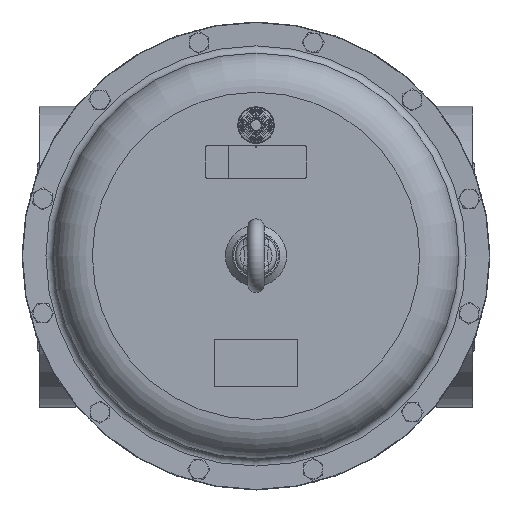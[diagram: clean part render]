
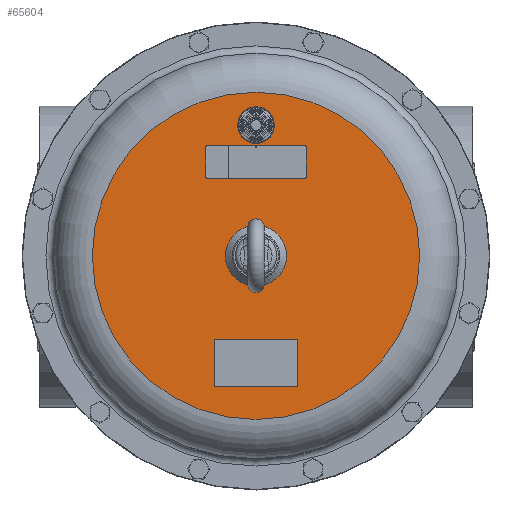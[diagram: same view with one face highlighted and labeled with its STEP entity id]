
A CAD part, top view. The second image highlights one B-rep face of the part: STEP entity #65604.
In plain terms, the highlighted planar face has unit normal (0, 0, 1).
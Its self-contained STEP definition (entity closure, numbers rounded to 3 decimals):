
#1080=FACE_BOUND('',#17164,.T.);
#1081=FACE_BOUND('',#17165,.T.);
#1082=FACE_BOUND('',#17166,.T.);
#1083=FACE_BOUND('',#17167,.T.);
#3977=LINE('',#97096,#7791);
#3981=LINE('',#97105,#7795);
#3984=LINE('',#97113,#7798);
#3987=LINE('',#97121,#7801);
#3989=LINE('',#97128,#7803);
#3992=LINE('',#97133,#7806);
#3994=LINE('',#97137,#7808);
#3996=LINE('',#97140,#7810);
#7791=VECTOR('',#77383,1000.);
#7795=VECTOR('',#77393,1000.);
#7798=VECTOR('',#77402,1000.);
#7801=VECTOR('',#77411,1000.);
#7803=VECTOR('',#77419,1000.);
#7806=VECTOR('',#77424,1000.);
#7808=VECTOR('',#77428,1000.);
#7810=VECTOR('',#77432,1000.);
#11516=PLANE('',#69840);
#13214=FACE_OUTER_BOUND('',#17163,.T.);
#17163=EDGE_LOOP('',(#43105));
#17164=EDGE_LOOP('',(#43106));
#17165=EDGE_LOOP('',(#43107,#43108,#43109,#43110,#43111,#43112,#43113,#43114));
#17166=EDGE_LOOP('',(#43115,#43116,#43117,#43118));
#17167=EDGE_LOOP('',(#43119));
#21239=CIRCLE('',#69438,137.75);
#21256=CIRCLE('',#69463,14.);
#21259=CIRCLE('',#69467,25.657);
#21397=CIRCLE('',#69796,2.);
#21398=CIRCLE('',#69799,2.);
#21399=CIRCLE('',#69802,2.);
#21400=CIRCLE('',#69805,2.);
#26044=VERTEX_POINT('',#95180);
#26075=VERTEX_POINT('',#95249);
#26078=VERTEX_POINT('',#95257);
#26340=VERTEX_POINT('',#97094);
#26341=VERTEX_POINT('',#97095);
#26342=VERTEX_POINT('',#97100);
#26343=VERTEX_POINT('',#97104);
#26344=VERTEX_POINT('',#97108);
#26345=VERTEX_POINT('',#97112);
#26346=VERTEX_POINT('',#97116);
#26347=VERTEX_POINT('',#97120);
#26348=VERTEX_POINT('',#97126);
#26349=VERTEX_POINT('',#97127);
#26350=VERTEX_POINT('',#97132);
#26351=VERTEX_POINT('',#97136);
#32232=EDGE_CURVE('',#26044,#26044,#21239,.T.);
#32265=EDGE_CURVE('',#26075,#26075,#21256,.T.);
#32269=EDGE_CURVE('',#26078,#26078,#21259,.T.);
#32677=EDGE_CURVE('',#26340,#26341,#3977,.T.);
#32680=EDGE_CURVE('',#26341,#26342,#21397,.T.);
#32682=EDGE_CURVE('',#26342,#26343,#3981,.T.);
#32684=EDGE_CURVE('',#26343,#26344,#21398,.T.);
#32686=EDGE_CURVE('',#26344,#26345,#3984,.T.);
#32688=EDGE_CURVE('',#26345,#26346,#21399,.T.);
#32690=EDGE_CURVE('',#26346,#26347,#3987,.T.);
#32692=EDGE_CURVE('',#26347,#26340,#21400,.T.);
#32693=EDGE_CURVE('',#26348,#26349,#3989,.T.);
#32696=EDGE_CURVE('',#26349,#26350,#3992,.T.);
#32698=EDGE_CURVE('',#26350,#26351,#3994,.T.);
#32700=EDGE_CURVE('',#26351,#26348,#3996,.T.);
#43105=ORIENTED_EDGE('',*,*,#32232,.F.);
#43106=ORIENTED_EDGE('',*,*,#32269,.T.);
#43107=ORIENTED_EDGE('',*,*,#32692,.F.);
#43108=ORIENTED_EDGE('',*,*,#32690,.F.);
#43109=ORIENTED_EDGE('',*,*,#32688,.F.);
#43110=ORIENTED_EDGE('',*,*,#32686,.F.);
#43111=ORIENTED_EDGE('',*,*,#32684,.F.);
#43112=ORIENTED_EDGE('',*,*,#32682,.F.);
#43113=ORIENTED_EDGE('',*,*,#32680,.F.);
#43114=ORIENTED_EDGE('',*,*,#32677,.F.);
#43115=ORIENTED_EDGE('',*,*,#32700,.F.);
#43116=ORIENTED_EDGE('',*,*,#32698,.F.);
#43117=ORIENTED_EDGE('',*,*,#32696,.F.);
#43118=ORIENTED_EDGE('',*,*,#32693,.F.);
#43119=ORIENTED_EDGE('',*,*,#32265,.T.);
#65604=ADVANCED_FACE('',(#13214,#1080,#1081,#1082,#1083),#11516,.F.);
#69438=AXIS2_PLACEMENT_3D('',#95182,#76540,#76541);
#69463=AXIS2_PLACEMENT_3D('',#95250,#76602,#76603);
#69467=AXIS2_PLACEMENT_3D('',#95258,#76611,#76612);
#69796=AXIS2_PLACEMENT_3D('',#97101,#77388,#77389);
#69799=AXIS2_PLACEMENT_3D('',#97109,#77397,#77398);
#69802=AXIS2_PLACEMENT_3D('',#97117,#77406,#77407);
#69805=AXIS2_PLACEMENT_3D('',#97124,#77415,#77416);
#69840=AXIS2_PLACEMENT_3D('',#97211,#77527,#77528);
#76540=DIRECTION('center_axis',(0.,0.,
-1.));
#76541=DIRECTION('ref_axis',(-1.,0.,0.));
#76602=DIRECTION('center_axis',(0.,0.,
-1.));
#76603=DIRECTION('ref_axis',(-1.,0.,0.));
#76611=DIRECTION('center_axis',(0.,0.,
-1.));
#76612=DIRECTION('ref_axis',(-1.,0.,0.));
#77383=DIRECTION('',(0.,1.,0.));
#77388=DIRECTION('center_axis',(0.,0.,
1.));
#77389=DIRECTION('ref_axis',(1.,0.,0.));
#77393=DIRECTION('',(-1.,0.,0.));
#77397=DIRECTION('center_axis',(0.,0.,
1.));
#77398=DIRECTION('ref_axis',(1.,0.,0.));
#77402=DIRECTION('',(0.,-1.,0.));
#77406=DIRECTION('center_axis',(0.,0.,
1.));
#77407=DIRECTION('ref_axis',(1.,0.,0.));
#77411=DIRECTION('',(1.,0.,0.));
#77415=DIRECTION('center_axis',(0.,0.,
1.));
#77416=DIRECTION('ref_axis',(1.,0.,0.));
#77419=DIRECTION('',(-1.,0.,0.));
#77424=DIRECTION('',(0.,-1.,0.));
#77428=DIRECTION('',(1.,0.,0.));
#77432=DIRECTION('',(0.,1.,0.));
#77527=DIRECTION('center_axis',(0.,0.,
-1.));
#77528=DIRECTION('ref_axis',(-1.,0.,0.));
#95180=CARTESIAN_POINT('',(137.75,0.,493.));
#95182=CARTESIAN_POINT('Origin',(0.,0.,
493.));
#95249=CARTESIAN_POINT('',(14.,110.,493.));
#95250=CARTESIAN_POINT('Origin',(0.,110.,493.));
#95257=CARTESIAN_POINT('',(25.657,0.,493.));
#95258=CARTESIAN_POINT('Origin',(0.,0.,
493.));
#97094=CARTESIAN_POINT('',(42.5,67.,493.));
#97095=CARTESIAN_POINT('',(42.5,91.,493.));
#97096=CARTESIAN_POINT('',(42.5,67.,493.));
#97100=CARTESIAN_POINT('',(40.5,93.,493.));
#97101=CARTESIAN_POINT('Origin',(40.5,91.,493.));
#97104=CARTESIAN_POINT('',(-40.5,93.,493.));
#97105=CARTESIAN_POINT('',(40.5,93.,493.));
#97108=CARTESIAN_POINT('',(-42.5,91.,493.));
#97109=CARTESIAN_POINT('Origin',(-40.5,91.,493.));
#97112=CARTESIAN_POINT('',(-42.5,67.,493.));
#97113=CARTESIAN_POINT('',(-42.5,67.,493.));
#97116=CARTESIAN_POINT('',(-40.5,65.,493.));
#97117=CARTESIAN_POINT('Origin',(-40.5,67.,493.));
#97120=CARTESIAN_POINT('',(40.5,65.,493.));
#97121=CARTESIAN_POINT('',(40.5,65.,493.));
#97124=CARTESIAN_POINT('Origin',(40.5,67.,493.));
#97126=CARTESIAN_POINT('',(35.,-70.,493.));
#97127=CARTESIAN_POINT('',(-35.,-70.,493.));
#97128=CARTESIAN_POINT('',(35.,-70.,493.));
#97132=CARTESIAN_POINT('',(-35.,-110.,493.));
#97133=CARTESIAN_POINT('',(-35.,-70.,493.));
#97136=CARTESIAN_POINT('',(35.,-110.,493.));
#97137=CARTESIAN_POINT('',(35.,-110.,493.));
#97140=CARTESIAN_POINT('',(35.,-70.,493.));
#97211=CARTESIAN_POINT('Origin',(0.,0.,
493.));
